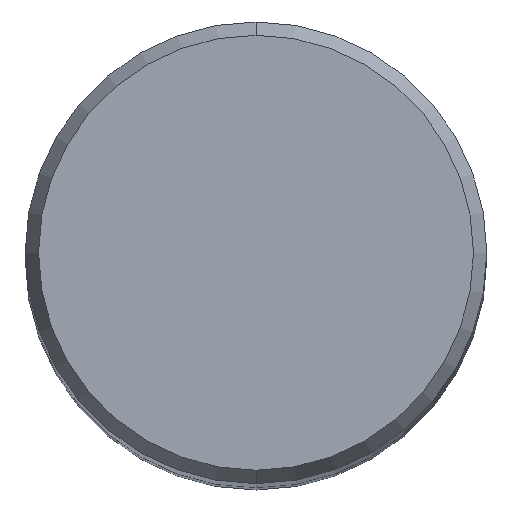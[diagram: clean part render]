
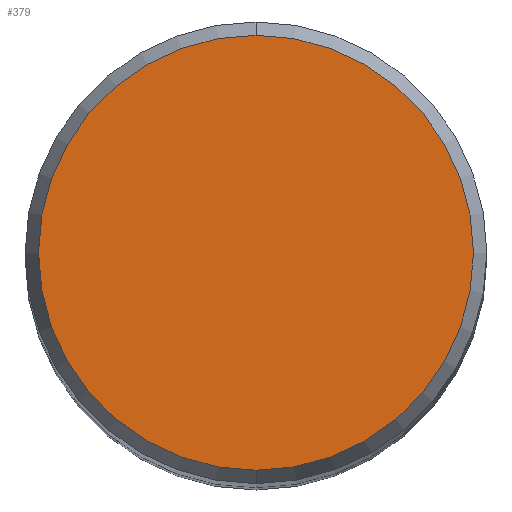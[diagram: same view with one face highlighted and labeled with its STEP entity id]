
A CAD part, top view. The second image highlights one B-rep face of the part: STEP entity #379.
In plain terms, the highlighted planar face has unit normal (0, 0, 1).
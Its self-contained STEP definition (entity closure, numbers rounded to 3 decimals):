
#181=EDGE_CURVE('',#235,#183,#434,.T.);
#183=VERTEX_POINT('',#436);
#235=VERTEX_POINT('',#493);
#271=EDGE_CURVE('',#183,#235,#534,.T.);
#379=ADVANCED_FACE('',(#652),#653,.T.);
#434=CIRCLE('',#736,3.74);
#436=CARTESIAN_POINT('',(0.0,3.74,0.0));
#493=CARTESIAN_POINT('',(0.,-3.74,0.0));
#534=CIRCLE('',#1002,3.74);
#652=FACE_OUTER_BOUND('',#1222,.T.);
#653=PLANE('',#1223);
#736=AXIS2_PLACEMENT_3D('',#1253,#1254,#1255);
#1002=AXIS2_PLACEMENT_3D('',#1359,#1360,#1361);
#1222=EDGE_LOOP('',(#1498,#1499));
#1223=AXIS2_PLACEMENT_3D('',#1500,#1501,#1502);
#1253=CARTESIAN_POINT('',(0.0,0.0,0.0));
#1254=DIRECTION('',(0.0,0.0,-1.0));
#1255=DIRECTION('',(0.0,1.0,0.0));
#1359=CARTESIAN_POINT('',(0.0,0.0,0.0));
#1360=DIRECTION('',(0.0,0.0,-1.0));
#1361=DIRECTION('',(0.0,1.0,0.0));
#1498=ORIENTED_EDGE('',*,*,#271,.F.);
#1499=ORIENTED_EDGE('',*,*,#181,.F.);
#1500=CARTESIAN_POINT('',(0.0,1.87,0.0));
#1501=DIRECTION('',(-0.0,0.0,1.0));
#1502=DIRECTION('',(0.0,-1.0,0.0));
